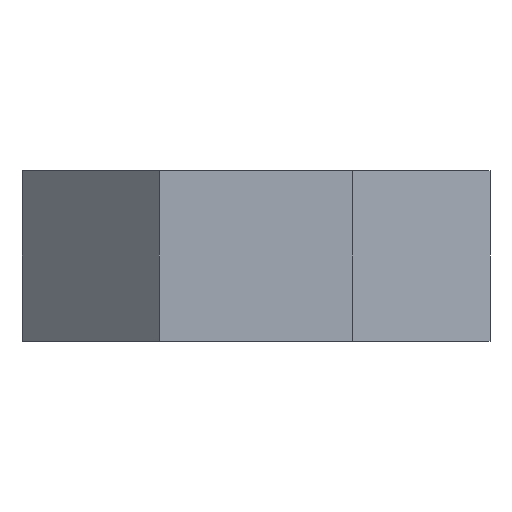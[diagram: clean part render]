
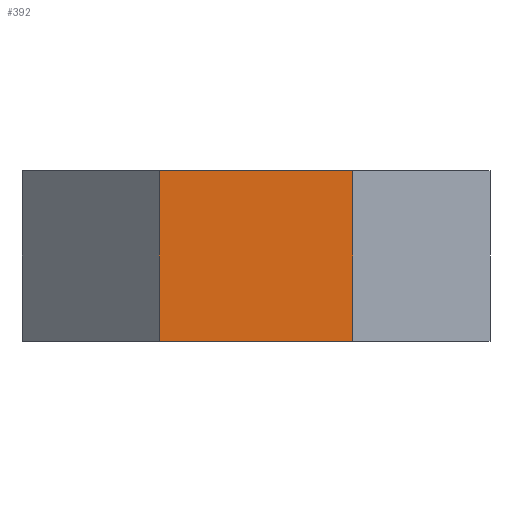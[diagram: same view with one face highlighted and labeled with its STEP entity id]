
A CAD part, left-side view. The second image highlights one B-rep face of the part: STEP entity #392.
In plain terms, the highlighted planar face has unit normal (-1, 0, 0).
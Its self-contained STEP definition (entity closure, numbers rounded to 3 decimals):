
#19=PLANE('',#429);
#42=FACE_OUTER_BOUND('',#64,.T.);
#64=EDGE_LOOP('',(#330,#331,#332,#333));
#108=LINE('',#1345,#139);
#116=LINE('',#1361,#147);
#117=LINE('',#1364,#148);
#118=LINE('',#1365,#149);
#139=VECTOR('',#474,10.);
#147=VECTOR('',#486,10.);
#148=VECTOR('',#489,10.);
#149=VECTOR('',#490,10.);
#185=VERTEX_POINT('',#1342);
#186=VERTEX_POINT('',#1344);
#192=VERTEX_POINT('',#1359);
#193=VERTEX_POINT('',#1363);
#234=EDGE_CURVE('',#185,#186,#108,.T.);
#242=EDGE_CURVE('',#185,#192,#116,.T.);
#243=EDGE_CURVE('',#193,#192,#117,.T.);
#244=EDGE_CURVE('',#186,#193,#118,.T.);
#330=ORIENTED_EDGE('',*,*,#234,.F.);
#331=ORIENTED_EDGE('',*,*,#242,.T.);
#332=ORIENTED_EDGE('',*,*,#243,.F.);
#333=ORIENTED_EDGE('',*,*,#244,.F.);
#392=ADVANCED_FACE('',(#42),#19,.T.);
#429=AXIS2_PLACEMENT_3D('',#1362,#487,#488);
#474=DIRECTION('',(0.,-1.,0.));
#486=DIRECTION('',(0.,0.,-1.));
#487=DIRECTION('center_axis',(-1.,0.,0.));
#488=DIRECTION('ref_axis',(0.,1.,0.));
#489=DIRECTION('',(0.,1.,0.));
#490=DIRECTION('',(0.,0.,-1.));
#1342=CARTESIAN_POINT('',(-18.75,17.139,13.));
#1344=CARTESIAN_POINT('',(-18.75,14.861,13.));
#1345=CARTESIAN_POINT('',(-18.75,17.139,13.));
#1359=CARTESIAN_POINT('',(-18.75,17.139,11.));
#1361=CARTESIAN_POINT('',(-18.75,17.139,13.));
#1362=CARTESIAN_POINT('Origin',(-18.75,14.861,13.));
#1363=CARTESIAN_POINT('',(-18.75,14.861,11.));
#1364=CARTESIAN_POINT('',(-18.75,17.139,11.));
#1365=CARTESIAN_POINT('',(-18.75,14.861,13.));
